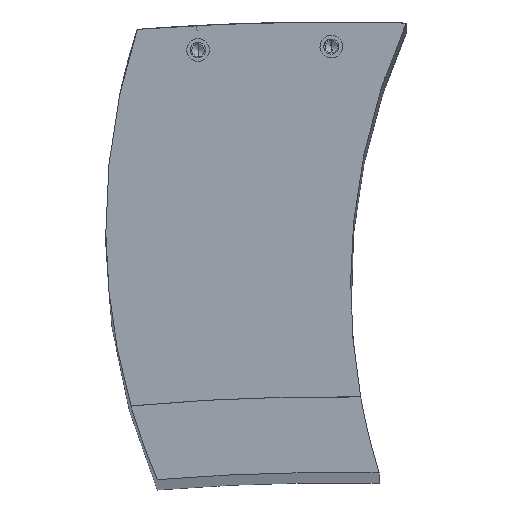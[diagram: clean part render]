
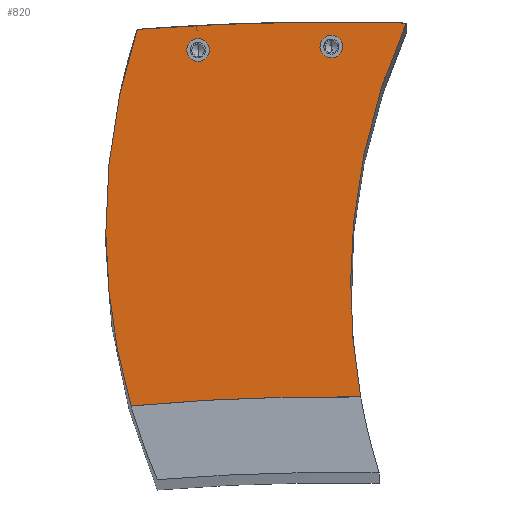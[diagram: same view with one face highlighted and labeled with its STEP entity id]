
A CAD part, top view. The second image highlights one B-rep face of the part: STEP entity #820.
In plain terms, the highlighted planar face has unit normal (0, 0, 1).
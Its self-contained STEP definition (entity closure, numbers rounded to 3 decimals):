
#10=CARTESIAN_POINT('',(-91.82,-599.308,649.));
#20=DIRECTION('',(0.,0.,-1.));
#30=DIRECTION('',(0.156,0.988,0.));
#40=AXIS2_PLACEMENT_3D('',#10,#20,#30);
#50=PLANE('',#40);
#60=CARTESIAN_POINT('',(-139.821,-657.804,649.));
#70=DIRECTION('',(-0.,0.,1.));
#80=DIRECTION('',(-0.259,-0.966,-0.));
#90=AXIS2_PLACEMENT_3D('',#60,#70,#80);
#100=CIRCLE('',#90,3.);
#110=CARTESIAN_POINT('',(-140.597,-660.702,649.));
#120=VERTEX_POINT('',#110);
#130=CARTESIAN_POINT('',(-139.044,-654.906,649.));
#140=VERTEX_POINT('',#130);
#150=EDGE_CURVE('',#120,#140,#100,.T.);
#160=ORIENTED_EDGE('',*,*,#150,.F.);
#170=EDGE_CURVE('',#140,#120,#100,.T.);
#180=ORIENTED_EDGE('',*,*,#170,.F.);
#190=EDGE_LOOP('',(#180,#160));
#200=FACE_BOUND('',#190,.T.);
#210=CARTESIAN_POINT('',(-105.202,-664.22,649.));
#220=DIRECTION('',(-0.,0.,1.));
#230=DIRECTION('',(-0.208,-0.978,-0.));
#240=AXIS2_PLACEMENT_3D('',#210,#220,#230);
#250=CIRCLE('',#240,3.);
#260=CARTESIAN_POINT('',(-105.826,-667.155,649.));
#270=VERTEX_POINT('',#260);
#280=CARTESIAN_POINT('',(-104.578,-661.286,649.));
#290=VERTEX_POINT('',#280);
#300=EDGE_CURVE('',#270,#290,#250,.T.);
#310=ORIENTED_EDGE('',*,*,#300,.F.);
#320=EDGE_CURVE('',#290,#270,#250,.T.);
#330=ORIENTED_EDGE('',*,*,#320,.F.);
#340=EDGE_LOOP('',(#330,#310));
#350=FACE_BOUND('',#340,.T.);
#360=CARTESIAN_POINT('',(-297.408,-560.155,649.));
#370=DIRECTION('',(0.,0.,-1.));
#380=DIRECTION('',(-0.954,0.301,0.));
#390=AXIS2_PLACEMENT_3D('',#360,#370,#380);
#400=CIRCLE('',#390,169.341);
#410=CARTESIAN_POINT('',(-135.905,-611.077,649.));
#420=VERTEX_POINT('',#410);
#430=CARTESIAN_POINT('',(-160.463,-659.767,649.));
#440=VERTEX_POINT('',#430);
#450=EDGE_CURVE('',#420,#440,#400,.T.);
#460=ORIENTED_EDGE('',*,*,#450,.T.);
#470=CARTESIAN_POINT('',(-128.157,-565.664,649.));
#480=VERTEX_POINT('',#470);
#490=EDGE_CURVE('',#480,#420,#400,.T.);
#500=ORIENTED_EDGE('',*,*,#490,.T.);
#510=CARTESIAN_POINT('',(0.,0.,649.
));
#520=DIRECTION('',(0.,0.,1.));
#530=DIRECTION('',(-1.,0.,-0.));
#540=AXIS2_PLACEMENT_3D('',#510,#520,#530);
#550=CIRCLE('',#540,580.);
#560=CARTESIAN_POINT('',(-68.327,-575.961,649.));
#570=VERTEX_POINT('',#560);
#580=EDGE_CURVE('',#480,#570,#550,.T.);
#590=ORIENTED_EDGE('',*,*,#580,.F.);
#600=CARTESIAN_POINT('',(-237.227,-588.174,649.));
#610=DIRECTION('',(0.,0.,-1.));
#620=DIRECTION('',(-0.98,0.199,0.));
#630=AXIS2_PLACEMENT_3D('',#600,#610,#620);
#640=CIRCLE('',#630,169.341);
#650=CARTESIAN_POINT('',(-71.285,-621.935,649.));
#660=VERTEX_POINT('',#650);
#670=EDGE_CURVE('',#570,#660,#640,.T.);
#680=ORIENTED_EDGE('',*,*,#670,.F.);
#690=CARTESIAN_POINT('',(-90.62,-672.926,649.));
#700=VERTEX_POINT('',#690);
#710=EDGE_CURVE('',#660,#700,#640,.T.);
#720=ORIENTED_EDGE('',*,*,#710,.F.);
#730=CARTESIAN_POINT('',(0.,0.,649.));
#740=DIRECTION('',(0.,0.,-1.));
#750=DIRECTION('',(0.156,0.988,0.));
#760=AXIS2_PLACEMENT_3D('',#730,#740,#750);
#770=CIRCLE('',#760,679.);
#780=EDGE_CURVE('',#700,#440,#770,.T.);
#790=ORIENTED_EDGE('',*,*,#780,.F.);
#800=EDGE_LOOP('',(#790,#720,#680,#590,#500,#460));
#810=FACE_OUTER_BOUND('',#800,.T.);
#820=ADVANCED_FACE('',(#200,#350,#810),#50,.F.);
